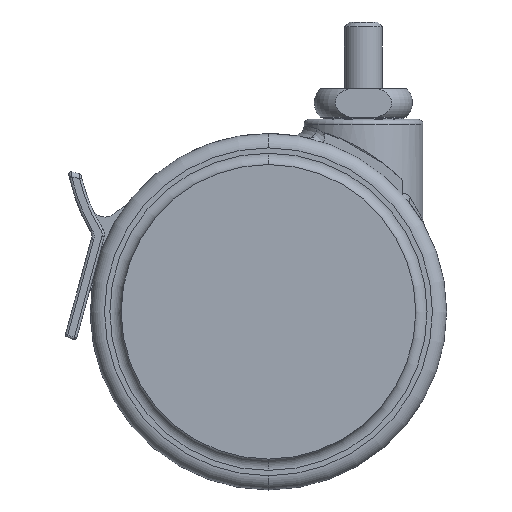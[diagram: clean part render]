
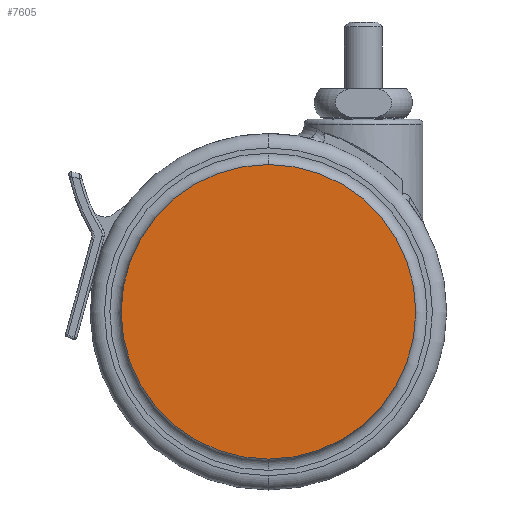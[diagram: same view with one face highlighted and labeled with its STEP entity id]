
A CAD part, front view. The second image highlights one B-rep face of the part: STEP entity #7605.
In plain terms, the highlighted planar face has unit normal (0, -1, 0).
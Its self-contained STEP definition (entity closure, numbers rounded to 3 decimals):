
#95 = ORIENTED_EDGE ( 'NONE', *, *, #6224, .T. ) ;
#114 = DIRECTION ( 'NONE',  ( 0., 0., -1. ) ) ;
#229 = DIRECTION ( 'NONE',  ( 0., -1., 0. ) ) ;
#270 = ORIENTED_EDGE ( 'NONE', *, *, #7662, .T. ) ;
#730 = CIRCLE ( 'NONE', #4366, 31. ) ;
#998 = DIRECTION ( 'NONE',  ( 0., -1., 0. ) ) ;
#1452 = CARTESIAN_POINT ( 'NONE',  ( -20., -23.5, -40.5 ) ) ;
#1928 = CARTESIAN_POINT ( 'NONE',  ( -20., -23.5, -71.5 ) ) ;
#2119 = PLANE ( 'NONE',  #6722 ) ;
#2180 = EDGE_LOOP ( 'NONE', ( #270, #95 ) ) ;
#2407 = FACE_OUTER_BOUND ( 'NONE', #2180, .T. ) ;
#4154 = DIRECTION ( 'NONE',  ( 0., -1., 0. ) ) ;
#4238 = CARTESIAN_POINT ( 'NONE',  ( -20., -23.5, -9.5 ) ) ;
#4261 = CARTESIAN_POINT ( 'NONE',  ( -20., -23.5, -40.5 ) ) ;
#4366 = AXIS2_PLACEMENT_3D ( 'NONE', #5017, #998, #5689 ) ;
#4936 = DIRECTION ( 'NONE',  ( 0., 0., -1. ) ) ;
#5017 = CARTESIAN_POINT ( 'NONE',  ( -20., -23.5, -40.5 ) ) ;
#5689 = DIRECTION ( 'NONE',  ( 0., 0., -1. ) ) ;
#6224 = EDGE_CURVE ( 'NONE', #7913, #8292, #730, .T. ) ;
#6722 = AXIS2_PLACEMENT_3D ( 'NONE', #1452, #4154, #114 ) ;
#6951 = CIRCLE ( 'NONE', #8537, 31. ) ;
#7605 = ADVANCED_FACE ( 'NONE', ( #2407 ), #2119, .T. ) ;
#7662 = EDGE_CURVE ( 'NONE', #8292, #7913, #6951, .T. ) ;
#7913 = VERTEX_POINT ( 'NONE', #4238 ) ;
#8292 = VERTEX_POINT ( 'NONE', #1928 ) ;
#8537 = AXIS2_PLACEMENT_3D ( 'NONE', #4261, #229, #4936 ) ;
